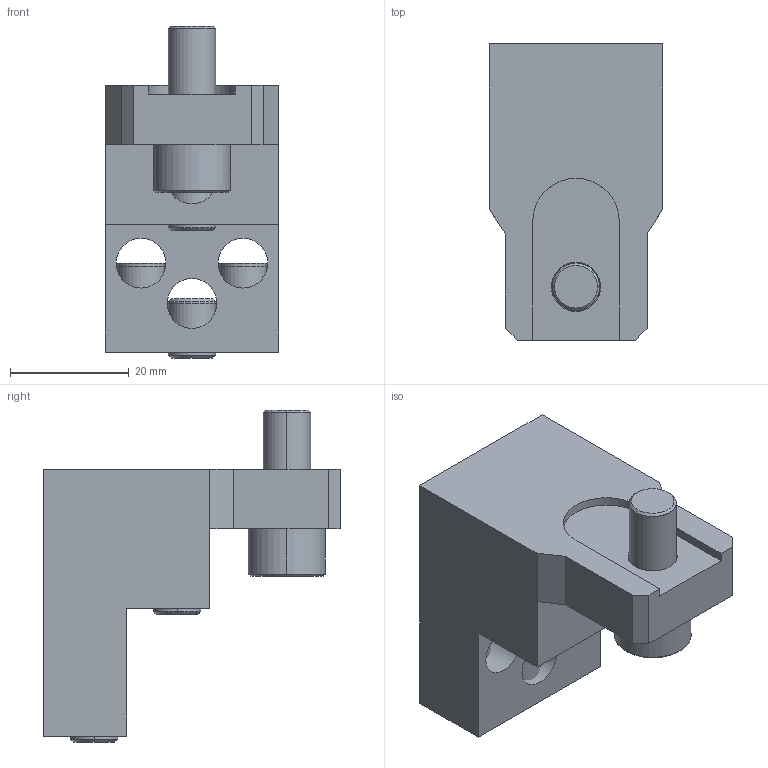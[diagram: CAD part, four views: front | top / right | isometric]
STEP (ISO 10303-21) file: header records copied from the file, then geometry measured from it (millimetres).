
FILE_DESCRIPTION((''),'2;1');
FILE_NAME('NM8-250_6__ASM','2021-09-07T08:22:51',('zhxmin'),(''),'CREO PARAMETRIC BY PTC INC, 2018020','CREO PARAMETRIC BY PTC INC, 2018020','');
FILE_SCHEMA(('CONFIG_CONTROL_DESIGN','SHAPE_APPEARANCE_LAYERS_GROUPS'));
Length unit declared in the file: metre
Products named in the file (23): 8ZTD574307_SOLID_1; 8ZTD574307_QUILT_1; 8ZTD574307_QUILT_2; 8ZTD574307_QUILT_3; 8ZTD574307_QUILT_4; 8ZTD574307_QUILT_5; 8ZTD574307_QUILT_6; 8ZTD901053_SOLID_1-9126; 8ZTD901053_QUILT_1-9524; 8ZTD901053_SOLID_1-9602; 8ZTD901053_QUILT_1-10000; 8ZTD901053_SOLID_1-10078; 8ZTD901053_QUILT_1-10476; 8ZTD901053_SOLID_1-10554; 8ZTD901053_QUILT_1-10952; 8ZTD901053_SOLID_1-11030; 8ZTD901053_QUILT_1-11428; 8ZTD901053_SOLID_1-11506; 8ZTD901053_QUILT_1-11904; M8X20_GB70_SOLID_1_1_2; M8X20_GB70_QUILT_1_1_2; 5ZTD574170_ASM; NM8-250_6__ASM
Assembly tree (22 placements, depth 3):
  NM8-250_6__ASM
    5ZTD574170_ASM
      8ZTD574307_SOLID_1
      8ZTD574307_QUILT_1
      8ZTD574307_QUILT_2
      8ZTD574307_QUILT_3
      8ZTD574307_QUILT_4
      8ZTD574307_QUILT_5
      8ZTD574307_QUILT_6
      8ZTD901053_SOLID_1-9126
      8ZTD901053_QUILT_1-9524
      8ZTD901053_SOLID_1-9602
      8ZTD901053_QUILT_1-10000
      8ZTD901053_SOLID_1-10078
      8ZTD901053_QUILT_1-10476
      8ZTD901053_SOLID_1-10554
      8ZTD901053_QUILT_1-10952
      8ZTD901053_SOLID_1-11030
      8ZTD901053_QUILT_1-11428
      8ZTD901053_SOLID_1-11506
      8ZTD901053_QUILT_1-11904
      M8X20_GB70_SOLID_1_1_2
      M8X20_GB70_QUILT_1_1_2
Bounding box: 29.2 x 50 x 56 mm (x, y, z)
Volume: 28100.7 mm3; surface area: 19033.8 mm2
Topology: 8 solids, 21 shells, 629 faces, 1673 edges, 1093 vertices
Faces by surface type: plane 512, cylinder 69, cone 48
Entity records: 21854 total; most frequent: CARTESIAN_POINT 4483, ORIENTED_EDGE 3302, DIRECTION 3181, EDGE_CURVE 1671, VECTOR 1435, LINE 1435, VERTEX_POINT 1093, AXIS2_PLACEMENT_3D 873
